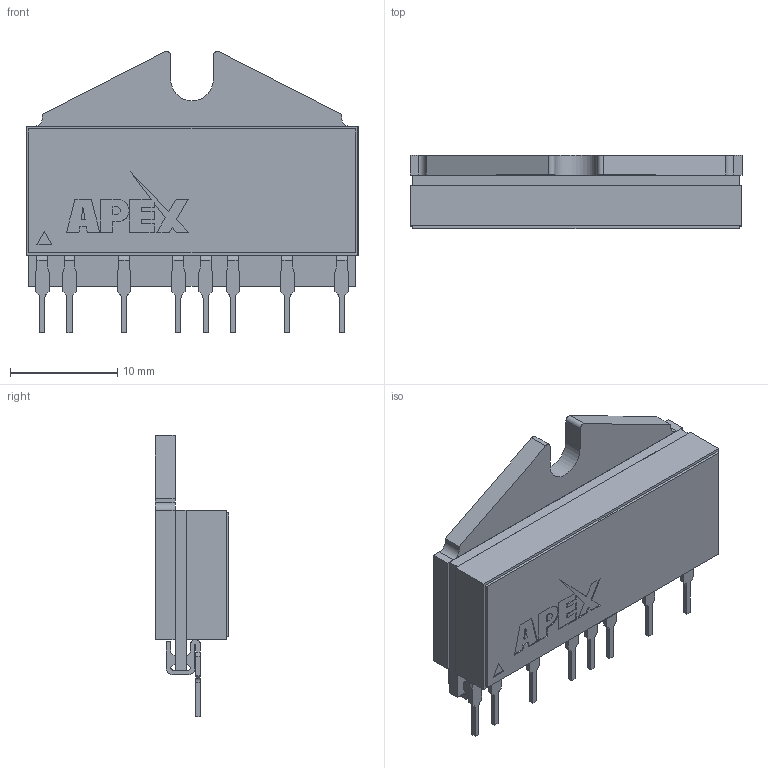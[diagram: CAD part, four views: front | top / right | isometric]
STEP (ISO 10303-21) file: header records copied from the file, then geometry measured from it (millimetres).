
FILE_DESCRIPTION((''),'2;1');
FILE_NAME('PA94_v-3d.stp','2008-12-04T16:00:45',(''),(''),'Mechanical Desktop 2009','Mechanical Desktop 2009',', , ');
FILE_SCHEMA(('AUTOMOTIVE_DESIGN { 1 2 10303 214 1 1 1 1 }'));
Length unit declared in the file: millimetre
Products named in the file (1): Product
Bounding box: 30.99 x 6.86 x 26.24 mm (x, y, z)
Volume: 2899.1 mm3; surface area: 3708.4 mm2
Topology: 12 solids, 12 shells, 392 faces, 1083 edges, 722 vertices
Faces by surface type: plane 317, cylinder 69, bspline 6
Entity records: 12406 total; most frequent: CARTESIAN_POINT 2216, ORIENTED_EDGE 2166, DIRECTION 1995, EDGE_CURVE 1083, VECTOR 945, LINE 945, VERTEX_POINT 722, AXIS2_PLACEMENT_3D 525
